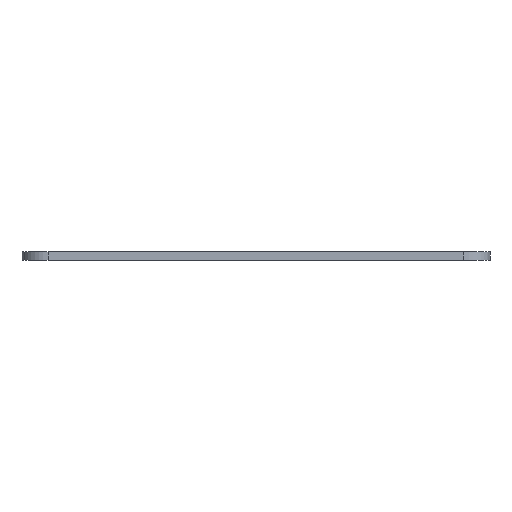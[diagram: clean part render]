
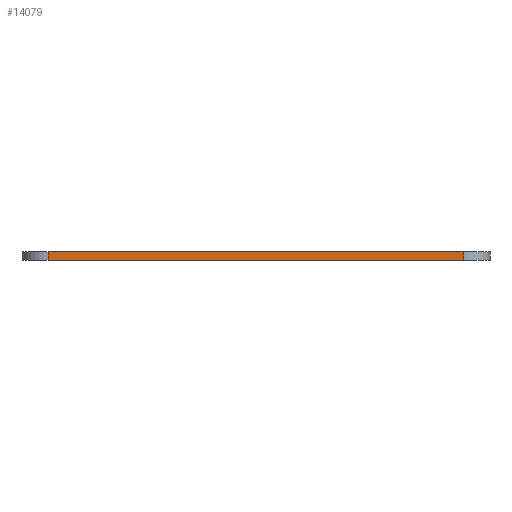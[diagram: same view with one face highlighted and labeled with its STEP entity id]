
A CAD part, left-side view. The second image highlights one B-rep face of the part: STEP entity #14079.
In plain terms, the highlighted planar face has unit normal (-1, 0, 0).
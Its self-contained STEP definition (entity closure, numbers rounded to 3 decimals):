
#55 = CYLINDRICAL_SURFACE('',#56,5.);
#56 = AXIS2_PLACEMENT_3D('',#57,#58,#59);
#57 = CARTESIAN_POINT('',(85.,-140.,0.));
#58 = DIRECTION('',(-0.,-0.,-1.));
#59 = DIRECTION('',(1.,0.,-0.));
#83 = PLANE('',#84);
#84 = AXIS2_PLACEMENT_3D('',#85,#86,#87);
#85 = CARTESIAN_POINT('',(150.,-100.,1.6));
#86 = DIRECTION('',(0.,0.,1.));
#87 = DIRECTION('',(1.,0.,-0.));
#137 = PLANE('',#138);
#138 = AXIS2_PLACEMENT_3D('',#139,#140,#141);
#139 = CARTESIAN_POINT('',(150.,-100.,0.));
#140 = DIRECTION('',(0.,0.,1.));
#141 = DIRECTION('',(1.,0.,-0.));
#152 = EDGE_CURVE('',#153,#155,#157,.T.);
#153 = VERTEX_POINT('',#154);
#154 = CARTESIAN_POINT('',(80.,-140.,0.));
#155 = VERTEX_POINT('',#156);
#156 = CARTESIAN_POINT('',(80.,-140.,1.6));
#157 = SURFACE_CURVE('',#158,(#162,#169),.PCURVE_S1.);
#158 = LINE('',#159,#160);
#159 = CARTESIAN_POINT('',(80.,-140.,0.));
#160 = VECTOR('',#161,1.);
#161 = DIRECTION('',(0.,0.,1.));
#162 = PCURVE('',#55,#163);
#163 = DEFINITIONAL_REPRESENTATION('',(#164),#168);
#164 = LINE('',#165,#166);
#165 = CARTESIAN_POINT('',(-3.142,0.));
#166 = VECTOR('',#167,1.);
#167 = DIRECTION('',(-0.,-1.));
#168 = ( GEOMETRIC_REPRESENTATION_CONTEXT(2) 
PARAMETRIC_REPRESENTATION_CONTEXT() REPRESENTATION_CONTEXT('2D SPACE',''
  ) );
#169 = PCURVE('',#170,#175);
#170 = PLANE('',#171);
#171 = AXIS2_PLACEMENT_3D('',#172,#173,#174);
#172 = CARTESIAN_POINT('',(80.,-60.,0.));
#173 = DIRECTION('',(1.,0.,-0.));
#174 = DIRECTION('',(0.,-1.,0.));
#175 = DEFINITIONAL_REPRESENTATION('',(#176),#180);
#176 = LINE('',#177,#178);
#177 = CARTESIAN_POINT('',(80.,0.));
#178 = VECTOR('',#179,1.);
#179 = DIRECTION('',(0.,-1.));
#180 = ( GEOMETRIC_REPRESENTATION_CONTEXT(2) 
PARAMETRIC_REPRESENTATION_CONTEXT() REPRESENTATION_CONTEXT('2D SPACE',''
  ) );
#391 = VERTEX_POINT('',#392);
#392 = CARTESIAN_POINT('',(80.,-60.,0.));
#407 = CYLINDRICAL_SURFACE('',#408,5.);
#408 = AXIS2_PLACEMENT_3D('',#409,#410,#411);
#409 = CARTESIAN_POINT('',(85.,-60.,0.));
#410 = DIRECTION('',(-0.,-0.,-1.));
#411 = DIRECTION('',(1.,0.,-0.));
#419 = EDGE_CURVE('',#391,#153,#420,.T.);
#420 = SURFACE_CURVE('',#421,(#425,#432),.PCURVE_S1.);
#421 = LINE('',#422,#423);
#422 = CARTESIAN_POINT('',(80.,-60.,0.));
#423 = VECTOR('',#424,1.);
#424 = DIRECTION('',(0.,-1.,0.));
#425 = PCURVE('',#137,#426);
#426 = DEFINITIONAL_REPRESENTATION('',(#427),#431);
#427 = LINE('',#428,#429);
#428 = CARTESIAN_POINT('',(-70.,40.));
#429 = VECTOR('',#430,1.);
#430 = DIRECTION('',(0.,-1.));
#431 = ( GEOMETRIC_REPRESENTATION_CONTEXT(2) 
PARAMETRIC_REPRESENTATION_CONTEXT() REPRESENTATION_CONTEXT('2D SPACE',''
  ) );
#432 = PCURVE('',#170,#433);
#433 = DEFINITIONAL_REPRESENTATION('',(#434),#438);
#434 = LINE('',#435,#436);
#435 = CARTESIAN_POINT('',(0.,0.));
#436 = VECTOR('',#437,1.);
#437 = DIRECTION('',(1.,0.));
#438 = ( GEOMETRIC_REPRESENTATION_CONTEXT(2) 
PARAMETRIC_REPRESENTATION_CONTEXT() REPRESENTATION_CONTEXT('2D SPACE',''
  ) );
#7871 = VERTEX_POINT('',#7872);
#7872 = CARTESIAN_POINT('',(80.,-60.,1.6));
#7894 = EDGE_CURVE('',#7871,#155,#7895,.T.);
#7895 = SURFACE_CURVE('',#7896,(#7900,#7907),.PCURVE_S1.);
#7896 = LINE('',#7897,#7898);
#7897 = CARTESIAN_POINT('',(80.,-60.,1.6));
#7898 = VECTOR('',#7899,1.);
#7899 = DIRECTION('',(0.,-1.,0.));
#7900 = PCURVE('',#83,#7901);
#7901 = DEFINITIONAL_REPRESENTATION('',(#7902),#7906);
#7902 = LINE('',#7903,#7904);
#7903 = CARTESIAN_POINT('',(-70.,40.));
#7904 = VECTOR('',#7905,1.);
#7905 = DIRECTION('',(0.,-1.));
#7906 = ( GEOMETRIC_REPRESENTATION_CONTEXT(2) 
PARAMETRIC_REPRESENTATION_CONTEXT() REPRESENTATION_CONTEXT('2D SPACE',''
  ) );
#7907 = PCURVE('',#170,#7908);
#7908 = DEFINITIONAL_REPRESENTATION('',(#7909),#7913);
#7909 = LINE('',#7910,#7911);
#7910 = CARTESIAN_POINT('',(0.,-1.6));
#7911 = VECTOR('',#7912,1.);
#7912 = DIRECTION('',(1.,0.));
#7913 = ( GEOMETRIC_REPRESENTATION_CONTEXT(2) 
PARAMETRIC_REPRESENTATION_CONTEXT() REPRESENTATION_CONTEXT('2D SPACE',''
  ) );
#14079 = ADVANCED_FACE('',(#14080),#170,.F.);
#14080 = FACE_BOUND('',#14081,.F.);
#14081 = EDGE_LOOP('',(#14082,#14103,#14104,#14105));
#14082 = ORIENTED_EDGE('',*,*,#14083,.T.);
#14083 = EDGE_CURVE('',#391,#7871,#14084,.T.);
#14084 = SURFACE_CURVE('',#14085,(#14089,#14096),.PCURVE_S1.);
#14085 = LINE('',#14086,#14087);
#14086 = CARTESIAN_POINT('',(80.,-60.,0.));
#14087 = VECTOR('',#14088,1.);
#14088 = DIRECTION('',(0.,0.,1.));
#14089 = PCURVE('',#170,#14090);
#14090 = DEFINITIONAL_REPRESENTATION('',(#14091),#14095);
#14091 = LINE('',#14092,#14093);
#14092 = CARTESIAN_POINT('',(0.,0.));
#14093 = VECTOR('',#14094,1.);
#14094 = DIRECTION('',(0.,-1.));
#14095 = ( GEOMETRIC_REPRESENTATION_CONTEXT(2) 
PARAMETRIC_REPRESENTATION_CONTEXT() REPRESENTATION_CONTEXT('2D SPACE',''
  ) );
#14096 = PCURVE('',#407,#14097);
#14097 = DEFINITIONAL_REPRESENTATION('',(#14098),#14102);
#14098 = LINE('',#14099,#14100);
#14099 = CARTESIAN_POINT('',(-3.142,0.));
#14100 = VECTOR('',#14101,1.);
#14101 = DIRECTION('',(-0.,-1.));
#14102 = ( GEOMETRIC_REPRESENTATION_CONTEXT(2) 
PARAMETRIC_REPRESENTATION_CONTEXT() REPRESENTATION_CONTEXT('2D SPACE',''
  ) );
#14103 = ORIENTED_EDGE('',*,*,#7894,.T.);
#14104 = ORIENTED_EDGE('',*,*,#152,.F.);
#14105 = ORIENTED_EDGE('',*,*,#419,.F.);
